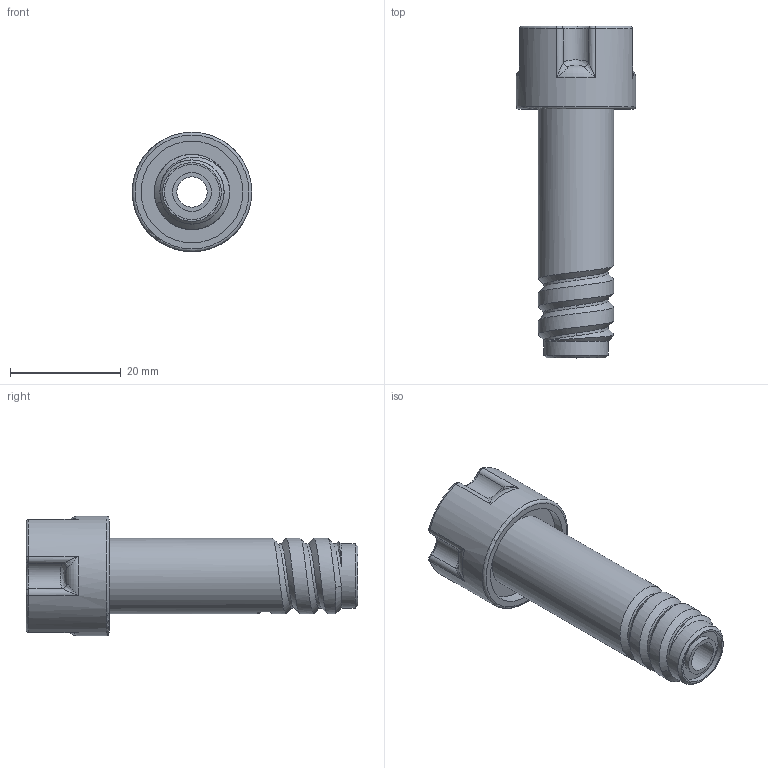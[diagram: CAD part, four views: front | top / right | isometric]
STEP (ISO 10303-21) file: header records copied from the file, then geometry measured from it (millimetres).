
FILE_DESCRIPTION(/* description */ (''),/* implementation_level */ '2;1');
FILE_NAME(/* name */ 'Waterproof cable mount.stp',/* time_stamp */ '2020-12-07T11:30:18+01:00',/* author */ ('Milos Rasic'),/* organization */ (''),/* preprocessor_version */ 'ST-DEVELOPER v18.1',/* originating_system */ 'Autodesk Inventor 2021',/* authorisation */ '');
FILE_SCHEMA (('AUTOMOTIVE_DESIGN { 1 0 10303 214 3 1 1 }'));
Length unit declared in the file: millimetre
Products named in the file (1): Waterproof cable mount
Bounding box: 21.6 x 60 x 21.6 mm (x, y, z)
Volume: 8944 mm3; surface area: 5174.7 mm2
Topology: 1 solids, 1 shells, 80 faces, 196 edges, 115 vertices
Faces by surface type: cylinder 29, bspline 22, torus 13, plane 12, cone 4
Full cylindrical faces by diameter (mm): 5.5 x1, 6.5 x1, 7 x1, 7.9 x1, 10 x1, 11.5 x1, 11.6 x3, 13.6 x3, 16 x1, 18.4 x1, 21.6 x1
Entity records: 3545 total; most frequent: CARTESIAN_POINT 1757, ORIENTED_EDGE 376, DIRECTION 354, EDGE_CURVE 188, AXIS2_PLACEMENT_3D 158, VERTEX_POINT 115, CIRCLE 99, EDGE_LOOP 87
